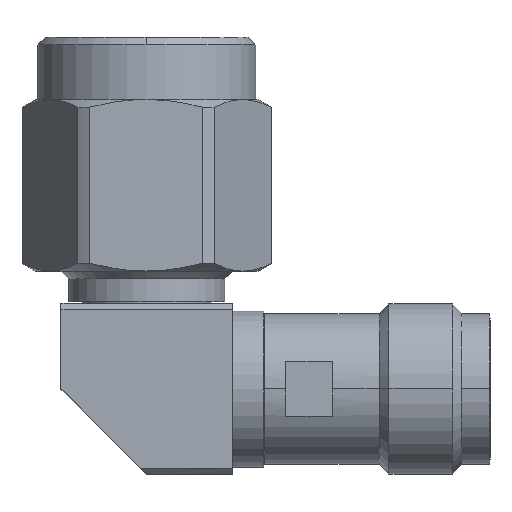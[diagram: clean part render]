
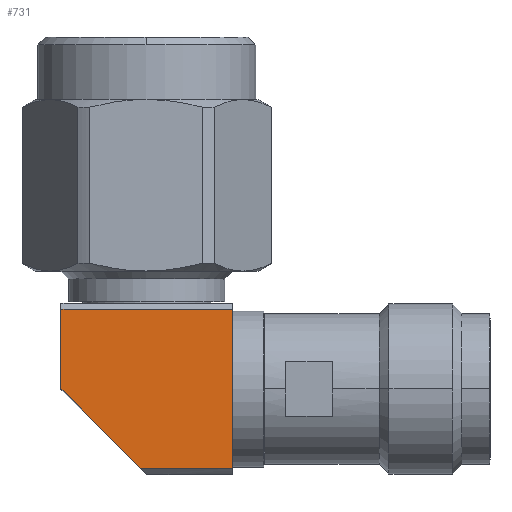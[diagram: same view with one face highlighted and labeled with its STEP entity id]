
A CAD part, top view. The second image highlights one B-rep face of the part: STEP entity #731.
In plain terms, the highlighted planar face has unit normal (0, 0, 1).
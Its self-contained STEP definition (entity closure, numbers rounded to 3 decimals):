
#220 = DIRECTION ( 'NONE',  ( 0.707, -0.707, 0. ) ) ;
#299 = LINE ( 'NONE', #2753, #1392 ) ;
#646 = DIRECTION ( 'NONE',  ( 0., 1., 0. ) ) ;
#731 = ADVANCED_FACE ( 'NONE', ( #3579 ), #1710, .T. ) ;
#913 = LINE ( 'NONE', #3890, #4664 ) ;
#1016 = ORIENTED_EDGE ( 'NONE', *, *, #3646, .T. ) ;
#1234 = CARTESIAN_POINT ( 'NONE',  ( -5.5, 0., 5.5 ) ) ;
#1290 = CARTESIAN_POINT ( 'NONE',  ( 0., 0., 5.5 ) ) ;
#1324 = ORIENTED_EDGE ( 'NONE', *, *, #2505, .F. ) ;
#1392 = VECTOR ( 'NONE', #646, 1000. ) ;
#1446 = EDGE_LOOP ( 'NONE', ( #1016, #1527, #2028, #1324, #2997 ) ) ;
#1471 = CARTESIAN_POINT ( 'NONE',  ( -5.5, 5.099, 5.5 ) ) ;
#1527 = ORIENTED_EDGE ( 'NONE', *, *, #3952, .T. ) ;
#1710 = PLANE ( 'NONE',  #1810 ) ;
#1761 = CARTESIAN_POINT ( 'NONE',  ( 5.5, 5.099, 5.5 ) ) ;
#1810 = AXIS2_PLACEMENT_3D ( 'NONE', #1290, #2020, #4231 ) ;
#1823 = VECTOR ( 'NONE', #2738, 1000. ) ;
#1890 = VERTEX_POINT ( 'NONE', #1471 ) ;
#1925 = CARTESIAN_POINT ( 'NONE',  ( -0.401, -5.099, 5.5 ) ) ;
#1948 = LINE ( 'NONE', #2238, #2694 ) ;
#2020 = DIRECTION ( 'NONE',  ( 0., 0., 1. ) ) ;
#2028 = ORIENTED_EDGE ( 'NONE', *, *, #3748, .F. ) ;
#2234 = VECTOR ( 'NONE', #3628, 1000. ) ;
#2238 = CARTESIAN_POINT ( 'NONE',  ( 0., -5.099, 5.5 ) ) ;
#2505 = EDGE_CURVE ( 'NONE', #1890, #4178, #4568, .T. ) ;
#2694 = VECTOR ( 'NONE', #4073, 1000. ) ;
#2738 = DIRECTION ( 'NONE',  ( 1., 0., 0. ) ) ;
#2753 = CARTESIAN_POINT ( 'NONE',  ( -5.5, 5.5, 5.5 ) ) ;
#2884 = CARTESIAN_POINT ( 'NONE',  ( 5.5, -5.5, 5.5 ) ) ;
#2984 = CARTESIAN_POINT ( 'NONE',  ( -5.5, 5.099, 5.5 ) ) ;
#2997 = ORIENTED_EDGE ( 'NONE', *, *, #4484, .F. ) ;
#3137 = VERTEX_POINT ( 'NONE', #3449 ) ;
#3449 = CARTESIAN_POINT ( 'NONE',  ( 5.5, -5.099, 5.5 ) ) ;
#3579 = FACE_OUTER_BOUND ( 'NONE', #1446, .T. ) ;
#3628 = DIRECTION ( 'NONE',  ( 0., -1., 0. ) ) ;
#3646 = EDGE_CURVE ( 'NONE', #4348, #3861, #913, .T. ) ;
#3652 = LINE ( 'NONE', #2884, #2234 ) ;
#3748 = EDGE_CURVE ( 'NONE', #4178, #3137, #3652, .T. ) ;
#3861 = VERTEX_POINT ( 'NONE', #1925 ) ;
#3890 = CARTESIAN_POINT ( 'NONE',  ( -5.5, 0., 5.5 ) ) ;
#3952 = EDGE_CURVE ( 'NONE', #3861, #3137, #1948, .T. ) ;
#4073 = DIRECTION ( 'NONE',  ( 1., 0., 0. ) ) ;
#4178 = VERTEX_POINT ( 'NONE', #1761 ) ;
#4231 = DIRECTION ( 'NONE',  ( 1., 0., 0. ) ) ;
#4348 = VERTEX_POINT ( 'NONE', #1234 ) ;
#4484 = EDGE_CURVE ( 'NONE', #4348, #1890, #299, .T. ) ;
#4568 = LINE ( 'NONE', #2984, #1823 ) ;
#4664 = VECTOR ( 'NONE', #220, 1000. ) ;
